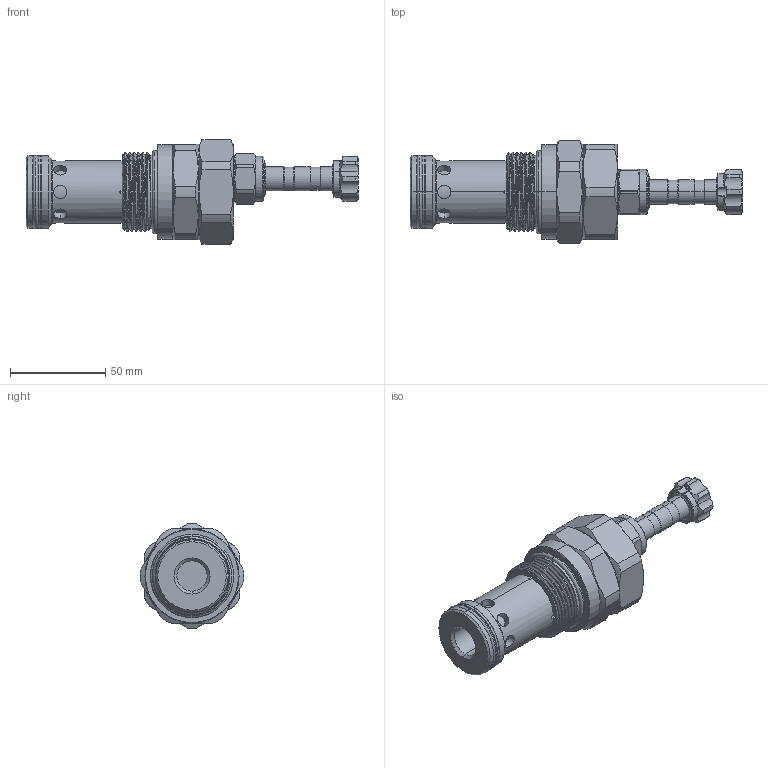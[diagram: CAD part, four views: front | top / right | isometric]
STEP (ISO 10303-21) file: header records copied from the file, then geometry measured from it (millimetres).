
FILE_DESCRIPTION (( 'STEP AP203' ), '1' );
FILE_NAME ('EP04E2A03N05.STEP', '2016-08-11T06:59:30', ( '' ), ( '' ), 'SwSTEP 2.0', 'SolidWorks 2012', '' );
FILE_SCHEMA (( 'CONFIG_CONTROL_DESIGN' ));
Length unit declared in the file: millimetre
Products named in the file (1): EP04E2A03N05
Bounding box: 174.5 x 54.46 x 55.08 mm (x, y, z)
Volume: 166234.4 mm3; surface area: 30671.9 mm2
Topology: 6 solids, 6 shells, 301 faces, 719 edges, 443 vertices
Faces by surface type: cylinder 139, cone 79, plane 45, torus 30, bspline 8
Entity records: 16492 total; most frequent: CARTESIAN_POINT 9656, ORIENTED_EDGE 1438, DIRECTION 1406, EDGE_CURVE 719, AXIS2_PLACEMENT_3D 602, VERTEX_POINT 443, EDGE_LOOP 326, CIRCLE 308
